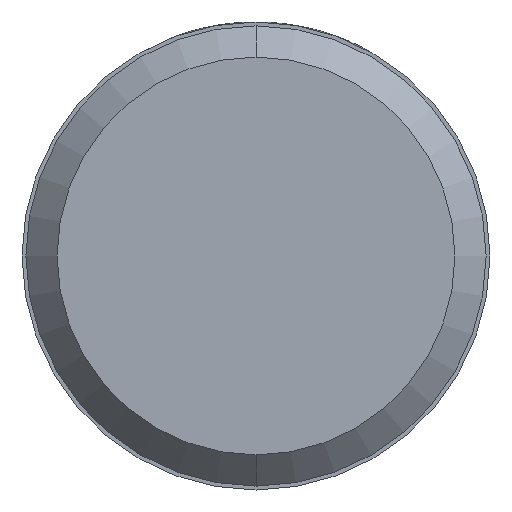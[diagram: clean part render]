
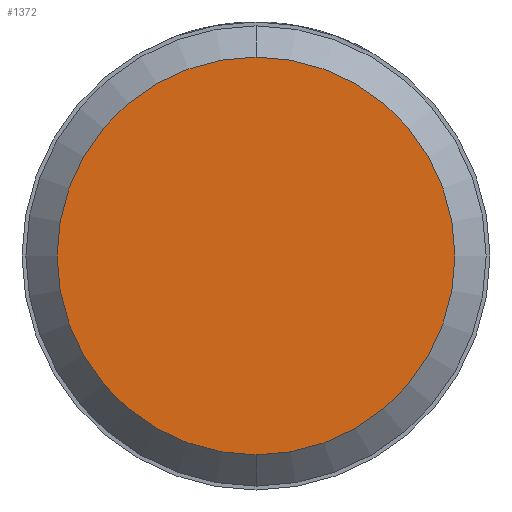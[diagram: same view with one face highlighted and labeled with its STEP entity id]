
A CAD part, front view. The second image highlights one B-rep face of the part: STEP entity #1372.
In plain terms, the highlighted planar face has unit normal (0, -1, 0).
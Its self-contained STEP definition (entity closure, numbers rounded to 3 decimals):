
#87 = AXIS2_PLACEMENT_3D ( 'NONE', #239, #434, #808 ) ;
#121 = DIRECTION ( 'NONE',  ( 0., 0., 1. ) ) ;
#176 = ORIENTED_EDGE ( 'NONE', *, *, #1415, .T. ) ;
#195 = CIRCLE ( 'NONE', #1675, 12.75 ) ;
#239 = CARTESIAN_POINT ( 'NONE',  ( 0., 0., 0. ) ) ;
#340 = EDGE_LOOP ( 'NONE', ( #176, #2414 ) ) ;
#355 = CARTESIAN_POINT ( 'NONE',  ( 0., 0., -12.75 ) ) ;
#356 = VERTEX_POINT ( 'NONE', #2561 ) ;
#393 = CIRCLE ( 'NONE', #87, 12.75 ) ;
#434 = DIRECTION ( 'NONE',  ( 0., -1., 0. ) ) ;
#535 = DIRECTION ( 'NONE',  ( 0., -1., 0. ) ) ;
#729 = FACE_OUTER_BOUND ( 'NONE', #340, .T. ) ;
#808 = DIRECTION ( 'NONE',  ( 0., 0., 1. ) ) ;
#925 = DIRECTION ( 'NONE',  ( 0., 1., 0. ) ) ;
#1029 = EDGE_CURVE ( 'NONE', #1305, #356, #393, .T. ) ;
#1305 = VERTEX_POINT ( 'NONE', #355 ) ;
#1315 = CARTESIAN_POINT ( 'NONE',  ( 0., 0., 0. ) ) ;
#1372 = ADVANCED_FACE ( 'NONE', ( #729 ), #2141, .F. ) ;
#1415 = EDGE_CURVE ( 'NONE', #356, #1305, #195, .T. ) ;
#1675 = AXIS2_PLACEMENT_3D ( 'NONE', #1935, #535, #2569 ) ;
#1935 = CARTESIAN_POINT ( 'NONE',  ( 0., 0., 0. ) ) ;
#2141 = PLANE ( 'NONE',  #2421 ) ;
#2414 = ORIENTED_EDGE ( 'NONE', *, *, #1029, .T. ) ;
#2421 = AXIS2_PLACEMENT_3D ( 'NONE', #1315, #925, #121 ) ;
#2561 = CARTESIAN_POINT ( 'NONE',  ( 0., 0., 12.75 ) ) ;
#2569 = DIRECTION ( 'NONE',  ( 0., 0., 1. ) ) ;
